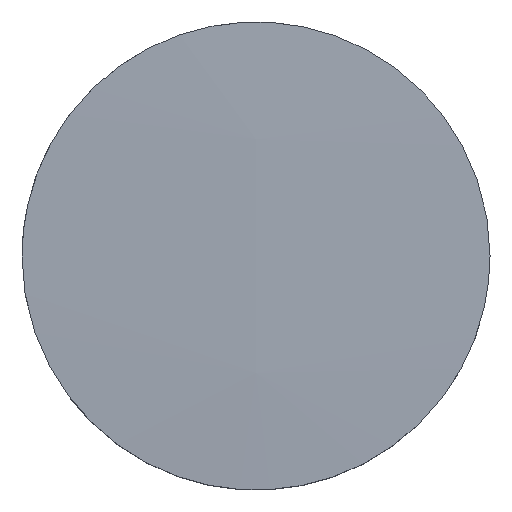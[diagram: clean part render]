
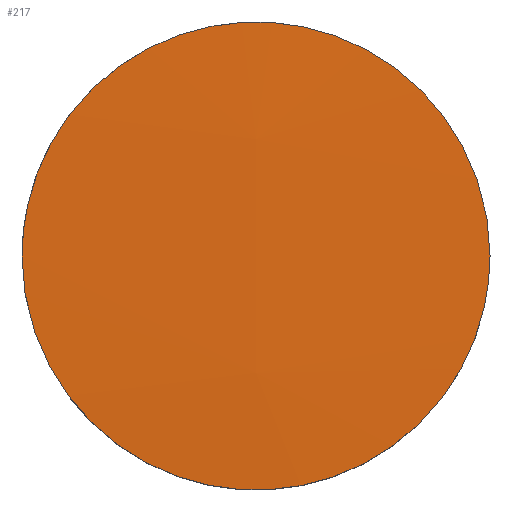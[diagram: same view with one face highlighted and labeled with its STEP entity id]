
A CAD part, top view. The second image highlights one B-rep face of the part: STEP entity #217.
In plain terms, the highlighted spherical face has radius 427.718 mm.
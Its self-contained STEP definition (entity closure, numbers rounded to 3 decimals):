
#19 = CARTESIAN_POINT ('', (-15., 0., 9.287));
#20 = VERTEX_POINT ('', #19);
#26 = CARTESIAN_POINT ('', (15., 0., 9.287));
#27 = VERTEX_POINT ('', #26);
#28 = CARTESIAN_POINT ('', (15., 0., 9.287));
#29 = CARTESIAN_POINT ('', (15., 15., 9.287));
#30 = CARTESIAN_POINT ('', (0., 15., 9.287));
#31 = CARTESIAN_POINT ('', (-15., 15., 9.287));
#32 = CARTESIAN_POINT ('', (-15., 0., 9.287));
#33 = (
   BOUNDED_CURVE ()
   B_SPLINE_CURVE (2, (#28, #29, #30, #31, #32), .UNSPECIFIED., .F., .U.)
   B_SPLINE_CURVE_WITH_KNOTS ((3, 2, 3), (0., 1.571, 3.142), .UNSPECIFIED.)
   CURVE ()
   GEOMETRIC_REPRESENTATION_ITEM ()
   RATIONAL_B_SPLINE_CURVE ((1., 0.707, 1., 0.707, 1.))
   REPRESENTATION_ITEM ('')
);
#34 = EDGE_CURVE ('', #27, #20, #33, .T.);
#58 = CARTESIAN_POINT ('', (-15., 0., 9.287));
#59 = CARTESIAN_POINT ('', (-15., -15., 9.287));
#60 = CARTESIAN_POINT ('', (0., -15., 9.287));
#61 = CARTESIAN_POINT ('', (15., -15., 9.287));
#62 = CARTESIAN_POINT ('', (15., 0., 9.287));
#63 = (
   BOUNDED_CURVE ()
   B_SPLINE_CURVE (2, (#58, #59, #60, #61, #62), .UNSPECIFIED., .F., .U.)
   B_SPLINE_CURVE_WITH_KNOTS ((3, 2, 3), (3.142, 4.712, 6.283), .UNSPECIFIED.)
   CURVE ()
   GEOMETRIC_REPRESENTATION_ITEM ()
   RATIONAL_B_SPLINE_CURVE ((1., 0.707, 1., 0.707, 1.))
   REPRESENTATION_ITEM ('')
);
#64 = EDGE_CURVE ('', #20, #27, #63, .T.);
#208 = ORIENTED_EDGE ('', *, *, #34, .T.);
#209 = ORIENTED_EDGE ('', *, *, #64, .T.);
#210 = EDGE_LOOP ('', (#208, #209));
#211 = FACE_OUTER_BOUND ('', #210, .T.);
#212 = CARTESIAN_POINT ('', (0., 0., -418.168));
#213 = DIRECTION ('', (-1., 0., 0.));
#214 = DIRECTION ('', (0., -1., 0.));
#215 = AXIS2_PLACEMENT_3D ('', #212, #213, #214);
#216 = SPHERICAL_SURFACE ('', #215, 427.718);
#217 = ADVANCED_FACE ('', (#211), #216, .T.);
